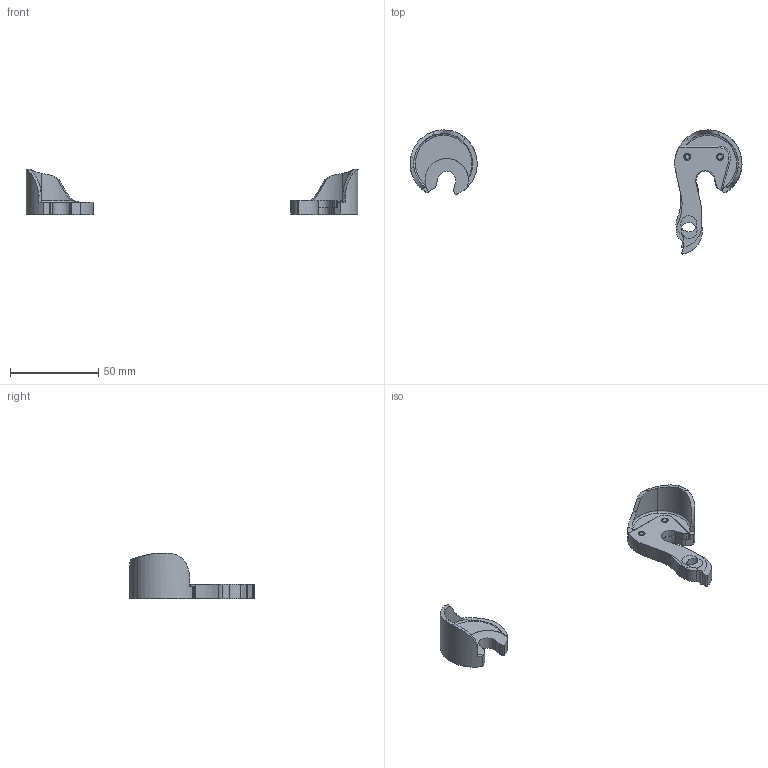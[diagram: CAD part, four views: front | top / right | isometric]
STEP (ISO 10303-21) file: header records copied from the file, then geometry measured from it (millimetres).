
FILE_DESCRIPTION (( 'STEP AP214' ), '1' );
FILE_NAME ('DR0004.STEP', '2012-06-25T14:46:45', ( 'BobCad' ), ( 'Microsoft' ), 'SwSTEP 2.0', 'SolidWorks 2012', '' );
FILE_SCHEMA (( 'AUTOMOTIVE_DESIGN' ));
Length unit declared in the file: millimetre
Products named in the file (6): DR4002; DR0004L; M4x8FHCS_92125A188; dr4001; DR0004R; DR0004
Assembly tree (6 placements, depth 2):
  DR0004
    DR0004R
    dr4001
    M4x8FHCS_92125A188  x2
    DR0004L
    DR4002
Bounding box: 188.07 x 70.33 x 26 mm (x, y, z)
Volume: 23218.3 mm3; surface area: 16360.6 mm2
Topology: 6 solids, 6 shells, 274 faces, 726 edges, 469 vertices
Faces by surface type: cylinder 153, plane 83, cone 28, torus 6, bspline 4
Entity records: 8327 total; most frequent: CARTESIAN_POINT 2786, ORIENTED_EDGE 1158, DIRECTION 1105, EDGE_CURVE 579, AXIS2_PLACEMENT_3D 418, VERTEX_POINT 376, LINE 269, VECTOR 269
